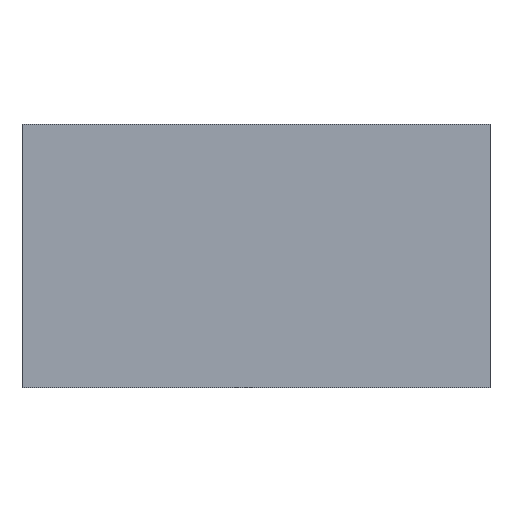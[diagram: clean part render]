
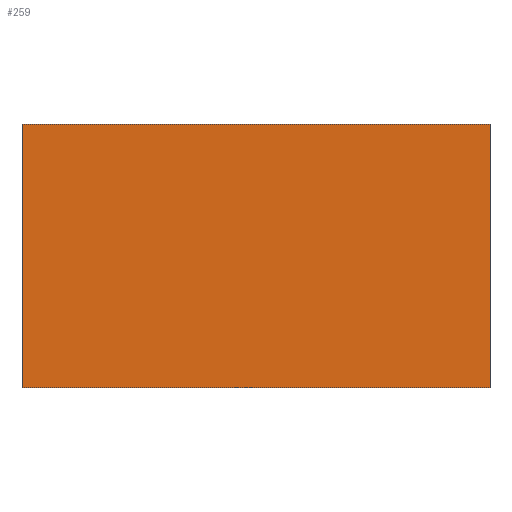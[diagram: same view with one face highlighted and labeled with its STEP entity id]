
A CAD part, front view. The second image highlights one B-rep face of the part: STEP entity #259.
In plain terms, the highlighted planar face has unit normal (0, -1, 0).
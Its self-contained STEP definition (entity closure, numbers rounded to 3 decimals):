
#39=FACE_OUTER_BOUND('',#54,.T.);
#54=EDGE_LOOP('',(#230,#231,#232,#233));
#64=LINE('',#385,#93);
#77=LINE('',#410,#106);
#79=LINE('',#413,#108);
#83=LINE('',#422,#112);
#93=VECTOR('',#313,10.);
#106=VECTOR('',#332,10.);
#108=VECTOR('',#336,10.);
#112=VECTOR('',#348,10.);
#123=VERTEX_POINT('',#382);
#124=VERTEX_POINT('',#384);
#132=VERTEX_POINT('',#407);
#133=VERTEX_POINT('',#409);
#148=EDGE_CURVE('',#124,#123,#64,.T.);
#161=EDGE_CURVE('',#133,#132,#77,.T.);
#163=EDGE_CURVE('',#132,#124,#79,.T.);
#167=EDGE_CURVE('',#123,#133,#83,.T.);
#230=ORIENTED_EDGE('',*,*,#161,.T.);
#231=ORIENTED_EDGE('',*,*,#163,.T.);
#232=ORIENTED_EDGE('',*,*,#148,.T.);
#233=ORIENTED_EDGE('',*,*,#167,.T.);
#245=PLANE('',#280);
#259=ADVANCED_FACE('',(#39),#245,.F.);
#280=AXIS2_PLACEMENT_3D('',#423,#349,#350);
#313=DIRECTION('',(-1.,0.,0.));
#332=DIRECTION('',(1.,0.,0.));
#336=DIRECTION('',(0.,0.,1.));
#348=DIRECTION('',(0.,0.,-1.));
#349=DIRECTION('center_axis',(0.,1.,0.));
#350=DIRECTION('ref_axis',(1.,0.,0.));
#382=CARTESIAN_POINT('',(-28.28,0.,15.925));
#384=CARTESIAN_POINT('',(28.28,0.,15.925));
#385=CARTESIAN_POINT('',(28.28,0.,15.925));
#407=CARTESIAN_POINT('',(28.28,0.,-15.925));
#409=CARTESIAN_POINT('',(-28.28,0.,-15.925));
#410=CARTESIAN_POINT('',(-28.28,0.,-15.925));
#413=CARTESIAN_POINT('',(28.28,0.,-15.925));
#422=CARTESIAN_POINT('',(-28.28,0.,15.925));
#423=CARTESIAN_POINT('Origin',(0.,0.,0.));
